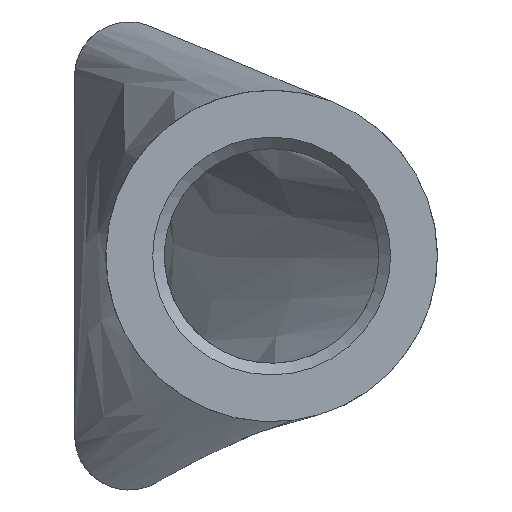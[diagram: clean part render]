
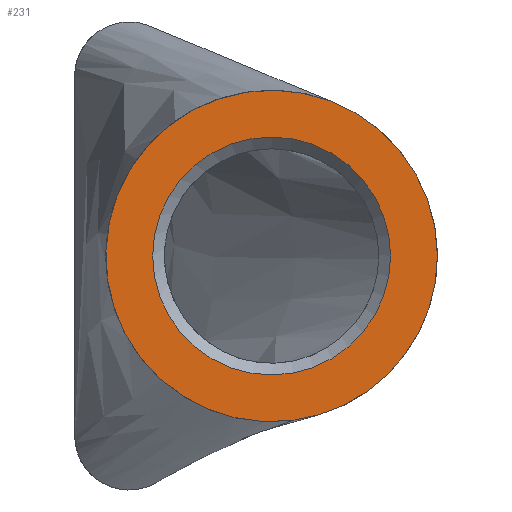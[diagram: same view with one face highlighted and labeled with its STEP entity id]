
A CAD part, front view. The second image highlights one B-rep face of the part: STEP entity #231.
In plain terms, the highlighted planar face has unit normal (0, -1, 0).
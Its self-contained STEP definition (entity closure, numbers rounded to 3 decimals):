
#48=CIRCLE('',#267,4.25);
#49=CIRCLE('',#269,3.05);
#88=ORIENTED_EDGE('',*,*,#134,.T.);
#89=ORIENTED_EDGE('',*,*,#133,.F.);
#133=EDGE_CURVE('',#158,#158,#48,.T.);
#134=EDGE_CURVE('',#159,#159,#49,.T.);
#158=VERTEX_POINT('',#623);
#159=VERTEX_POINT('',#626);
#188=EDGE_LOOP('',(#88));
#189=EDGE_LOOP('',(#89));
#210=FACE_BOUND('',#188,.T.);
#211=FACE_BOUND('',#189,.T.);
#222=PLANE('',#268);
#231=ADVANCED_FACE('',(#210,#211),#222,.F.);
#267=AXIS2_PLACEMENT_3D('',#622,#316,#317);
#268=AXIS2_PLACEMENT_3D('',#624,#318,#319);
#269=AXIS2_PLACEMENT_3D('',#625,#320,#321);
#316=DIRECTION('',(0.,1.,0.));
#317=DIRECTION('',(1.,0.,0.));
#318=DIRECTION('',(0.,1.,0.));
#319=DIRECTION('',(0.,0.,1.));
#320=DIRECTION('',(0.,1.,0.));
#321=DIRECTION('',(0.,0.,1.));
#622=CARTESIAN_POINT('',(0.,0.,0.));
#623=CARTESIAN_POINT('',(4.25,0.,0.));
#624=CARTESIAN_POINT('',(0.,0.,0.));
#625=CARTESIAN_POINT('',(0.,0.,0.));
#626=CARTESIAN_POINT('',(0.,0.,3.05));
